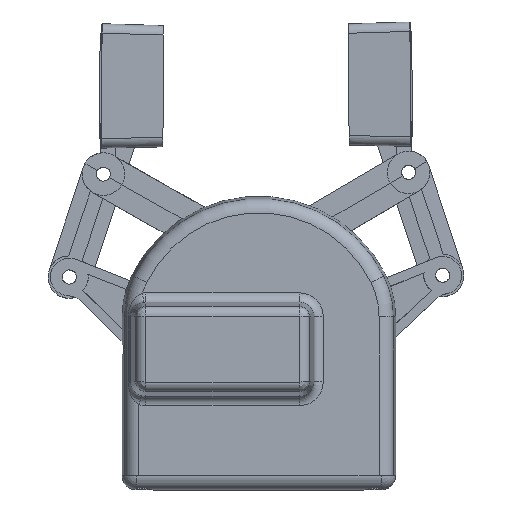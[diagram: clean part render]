
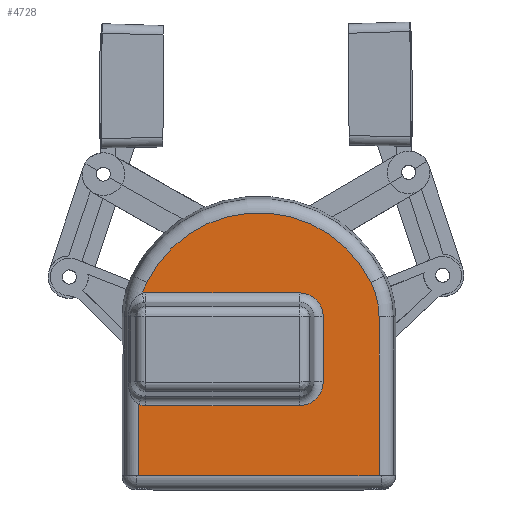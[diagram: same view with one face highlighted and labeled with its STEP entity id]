
A CAD part, top view. The second image highlights one B-rep face of the part: STEP entity #4728.
In plain terms, the highlighted planar face has unit normal (0, 0, 1).
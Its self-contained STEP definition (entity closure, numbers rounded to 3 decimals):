
#96 = DIRECTION ( 'NONE',  ( -1., 0., 0. ) ) ;
#246 = EDGE_CURVE ( 'NONE', #10891, #1357, #23407, .T. ) ;
#978 = CARTESIAN_POINT ( 'NONE',  ( 8.6, 4.38, 27.7 ) ) ;
#1041 = EDGE_CURVE ( 'NONE', #2012, #9098, #5792, .T. ) ;
#1152 = VERTEX_POINT ( 'NONE', #11522 ) ;
#1183 = CARTESIAN_POINT ( 'NONE',  ( 8.6, 9.431, 27.7 ) ) ;
#1192 = CARTESIAN_POINT ( 'NONE',  ( 0., -0.08, 27.7 ) ) ;
#1357 = VERTEX_POINT ( 'NONE', #24098 ) ;
#1376 = EDGE_CURVE ( 'NONE', #2294, #18994, #5350, .T. ) ;
#1437 = AXIS2_PLACEMENT_3D ( 'NONE', #17311, #7302, #23495 ) ;
#1569 = VERTEX_POINT ( 'NONE', #17991 ) ;
#1713 = DIRECTION ( 'NONE',  ( 0., 1., 0. ) ) ;
#1799 = CIRCLE ( 'NONE', #6829, 5.051 ) ;
#2012 = VERTEX_POINT ( 'NONE', #24608 ) ;
#2070 = PLANE ( 'NONE',  #8789 ) ;
#2133 = DIRECTION ( 'NONE',  ( 0., 1., 0. ) ) ;
#2229 = ORIENTED_EDGE ( 'NONE', *, *, #1376, .T. ) ;
#2236 = ORIENTED_EDGE ( 'NONE', *, *, #5175, .T. ) ;
#2267 = VECTOR ( 'NONE', #14541, 1000. ) ;
#2294 = VERTEX_POINT ( 'NONE', #12376 ) ;
#2343 = ORIENTED_EDGE ( 'NONE', *, *, #19810, .F. ) ;
#2409 = DIRECTION ( 'NONE',  ( 0., 0., 1. ) ) ;
#2734 = EDGE_CURVE ( 'NONE', #9098, #23159, #12477, .T. ) ;
#3072 = CIRCLE ( 'NONE', #21504, 26.512 ) ;
#3249 = CARTESIAN_POINT ( 'NONE',  ( -24.692, 9.383, 27.7 ) ) ;
#3737 = ORIENTED_EDGE ( 'NONE', *, *, #8682, .F. ) ;
#3778 = ORIENTED_EDGE ( 'NONE', *, *, #2734, .F. ) ;
#3787 = CARTESIAN_POINT ( 'NONE',  ( 8.6, -14.471, 27.7 ) ) ;
#4117 = AXIS2_PLACEMENT_3D ( 'NONE', #19928, #20310, #4279 ) ;
#4227 = CIRCLE ( 'NONE', #15927, 16.477 ) ;
#4273 = DIRECTION ( 'NONE',  ( 0., -1., 0. ) ) ;
#4279 = DIRECTION ( 'NONE',  ( 1., 0., 0. ) ) ;
#4440 = AXIS2_PLACEMENT_3D ( 'NONE', #23459, #17806, #9227 ) ;
#4728 = ADVANCED_FACE ( 'NONE', ( #20221 ), #2070, .T. ) ;
#5121 = ORIENTED_EDGE ( 'NONE', *, *, #19839, .F. ) ;
#5175 = EDGE_CURVE ( 'NONE', #1357, #2294, #5830, .T. ) ;
#5350 = CIRCLE ( 'NONE', #4117, 16.477 ) ;
#5669 = EDGE_CURVE ( 'NONE', #7183, #10910, #4227, .T. ) ;
#5778 = EDGE_LOOP ( 'NONE', ( #2343, #3778, #12626, #11527, #25684, #3737, #22436, #16109, #2236, #2229, #25425, #14548, #5121 ) ) ;
#5792 = LINE ( 'NONE', #16149, #10360 ) ;
#5830 = LINE ( 'NONE', #20155, #6699 ) ;
#6026 = VERTEX_POINT ( 'NONE', #20381 ) ;
#6586 = EDGE_CURVE ( 'NONE', #6026, #10891, #16825, .T. ) ;
#6699 = VECTOR ( 'NONE', #2133, 1000. ) ;
#6829 = AXIS2_PLACEMENT_3D ( 'NONE', #16073, #2409, #4273 ) ;
#7162 = CARTESIAN_POINT ( 'NONE',  ( -23.778, 11.647, 27.7 ) ) ;
#7183 = VERTEX_POINT ( 'NONE', #7162 ) ;
#7302 = DIRECTION ( 'NONE',  ( 0., 0., 1. ) ) ;
#7303 = CARTESIAN_POINT ( 'NONE',  ( 13.651, 4.38, 27.7 ) ) ;
#7392 = EDGE_CURVE ( 'NONE', #18994, #7183, #3072, .T. ) ;
#8682 = EDGE_CURVE ( 'NONE', #6026, #1152, #12725, .T. ) ;
#8789 = AXIS2_PLACEMENT_3D ( 'NONE', #14129, #18006, #21921 ) ;
#9094 = DIRECTION ( 'NONE',  ( 0., 0., 1. ) ) ;
#9098 = VERTEX_POINT ( 'NONE', #7303 ) ;
#9227 = DIRECTION ( 'NONE',  ( 0., 1., 0. ) ) ;
#9990 = AXIS2_PLACEMENT_3D ( 'NONE', #978, #9094, #22796 ) ;
#10066 = CARTESIAN_POINT ( 'NONE',  ( 8.6, 9.431, 27.7 ) ) ;
#10360 = VECTOR ( 'NONE', #1713, 1000. ) ;
#10542 = VECTOR ( 'NONE', #22517, 1000. ) ;
#10891 = VERTEX_POINT ( 'NONE', #25026 ) ;
#10910 = VERTEX_POINT ( 'NONE', #3249 ) ;
#11522 = CARTESIAN_POINT ( 'NONE',  ( -24., -14.471, 27.7 ) ) ;
#11527 = ORIENTED_EDGE ( 'NONE', *, *, #14773, .F. ) ;
#12376 = CARTESIAN_POINT ( 'NONE',  ( 25.477, 4.359, 27.7 ) ) ;
#12477 = CIRCLE ( 'NONE', #9990, 5.051 ) ;
#12626 = ORIENTED_EDGE ( 'NONE', *, *, #1041, .F. ) ;
#12725 = CIRCLE ( 'NONE', #1437, 5.051 ) ;
#13375 = DIRECTION ( 'NONE',  ( 1., 0., 0. ) ) ;
#13623 = CARTESIAN_POINT ( 'NONE',  ( -25.477, -29.32, 27.7 ) ) ;
#14129 = CARTESIAN_POINT ( 'NONE',  ( 9., 4.359, 27.7 ) ) ;
#14541 = DIRECTION ( 'NONE',  ( 1., 0., 0. ) ) ;
#14548 = ORIENTED_EDGE ( 'NONE', *, *, #5669, .T. ) ;
#14676 = LINE ( 'NONE', #23214, #2267 ) ;
#14773 = EDGE_CURVE ( 'NONE', #21453, #2012, #1799, .T. ) ;
#15312 = DIRECTION ( 'NONE',  ( 0., 0., 1. ) ) ;
#15927 = AXIS2_PLACEMENT_3D ( 'NONE', #17363, #16960, #25108 ) ;
#16073 = CARTESIAN_POINT ( 'NONE',  ( 8.6, -9.42, 27.7 ) ) ;
#16109 = ORIENTED_EDGE ( 'NONE', *, *, #246, .T. ) ;
#16149 = CARTESIAN_POINT ( 'NONE',  ( 13.651, -9.42, 27.7 ) ) ;
#16365 = CARTESIAN_POINT ( 'NONE',  ( 23.778, 11.647, 27.7 ) ) ;
#16433 = CARTESIAN_POINT ( 'NONE',  ( -25.477, -14.25, 27.7 ) ) ;
#16825 = LINE ( 'NONE', #16433, #10542 ) ;
#16960 = DIRECTION ( 'NONE',  ( 0., 0., 1. ) ) ;
#17311 = CARTESIAN_POINT ( 'NONE',  ( -24., -9.42, 27.7 ) ) ;
#17363 = CARTESIAN_POINT ( 'NONE',  ( -9., 4.359, 27.7 ) ) ;
#17806 = DIRECTION ( 'NONE',  ( 0., 0., 1. ) ) ;
#17914 = VECTOR ( 'NONE', #13375, 1000. ) ;
#17991 = CARTESIAN_POINT ( 'NONE',  ( -24., 9.431, 27.7 ) ) ;
#18006 = DIRECTION ( 'NONE',  ( 0., 0., 1. ) ) ;
#18396 = EDGE_CURVE ( 'NONE', #1152, #21453, #14676, .T. ) ;
#18994 = VERTEX_POINT ( 'NONE', #16365 ) ;
#19810 = EDGE_CURVE ( 'NONE', #23159, #1569, #20058, .T. ) ;
#19839 = EDGE_CURVE ( 'NONE', #1569, #10910, #23337, .T. ) ;
#19928 = CARTESIAN_POINT ( 'NONE',  ( 9., 4.359, 27.7 ) ) ;
#20058 = LINE ( 'NONE', #10066, #22475 ) ;
#20155 = CARTESIAN_POINT ( 'NONE',  ( 25.477, -29.32, 27.7 ) ) ;
#20221 = FACE_OUTER_BOUND ( 'NONE', #5778, .T. ) ;
#20310 = DIRECTION ( 'NONE',  ( 0., 0., 1. ) ) ;
#20381 = CARTESIAN_POINT ( 'NONE',  ( -25.477, -14.25, 27.7 ) ) ;
#21453 = VERTEX_POINT ( 'NONE', #3787 ) ;
#21504 = AXIS2_PLACEMENT_3D ( 'NONE', #1192, #15312, #25182 ) ;
#21921 = DIRECTION ( 'NONE',  ( 1., 0., 0. ) ) ;
#22436 = ORIENTED_EDGE ( 'NONE', *, *, #6586, .T. ) ;
#22475 = VECTOR ( 'NONE', #96, 1000. ) ;
#22517 = DIRECTION ( 'NONE',  ( 0., -1., 0. ) ) ;
#22796 = DIRECTION ( 'NONE',  ( 1., 0., 0. ) ) ;
#23159 = VERTEX_POINT ( 'NONE', #1183 ) ;
#23214 = CARTESIAN_POINT ( 'NONE',  ( -24., -14.471, 27.7 ) ) ;
#23337 = CIRCLE ( 'NONE', #4440, 5.051 ) ;
#23407 = LINE ( 'NONE', #13623, #17914 ) ;
#23459 = CARTESIAN_POINT ( 'NONE',  ( -24., 4.38, 27.7 ) ) ;
#23495 = DIRECTION ( 'NONE',  ( -0.292, -0.956, 0. ) ) ;
#24098 = CARTESIAN_POINT ( 'NONE',  ( 25.477, -29.32, 27.7 ) ) ;
#24608 = CARTESIAN_POINT ( 'NONE',  ( 13.651, -9.42, 27.7 ) ) ;
#25026 = CARTESIAN_POINT ( 'NONE',  ( -25.477, -29.32, 27.7 ) ) ;
#25108 = DIRECTION ( 'NONE',  ( -0.897, 0.442, 0. ) ) ;
#25182 = DIRECTION ( 'NONE',  ( 0.897, 0.442, 0. ) ) ;
#25425 = ORIENTED_EDGE ( 'NONE', *, *, #7392, .T. ) ;
#25684 = ORIENTED_EDGE ( 'NONE', *, *, #18396, .F. ) ;
